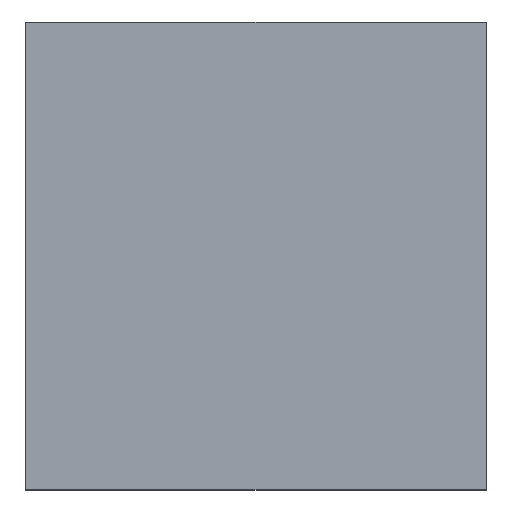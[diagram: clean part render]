
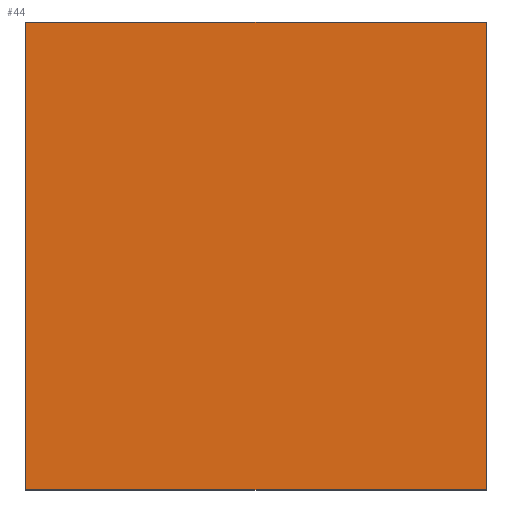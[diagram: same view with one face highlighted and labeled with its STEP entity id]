
A CAD part, front view. The second image highlights one B-rep face of the part: STEP entity #44.
In plain terms, the highlighted planar face has unit normal (0, -1, 0).
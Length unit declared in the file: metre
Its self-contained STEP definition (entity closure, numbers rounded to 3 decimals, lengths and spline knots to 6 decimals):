
#44 = ADVANCED_FACE( '', ( #86 ), #87, .T. );
#86 = FACE_OUTER_BOUND( '', #123, .T. );
#87 = PLANE( '', #124 );
#123 = EDGE_LOOP( '', ( #183, #184, #185, #186 ) );
#124 = AXIS2_PLACEMENT_3D( '', #187, #188, #189 );
#183 = ORIENTED_EDGE( '', *, *, #251, .F. );
#184 = ORIENTED_EDGE( '', *, *, #235, .F. );
#185 = ORIENTED_EDGE( '', *, *, #245, .T. );
#186 = ORIENTED_EDGE( '', *, *, #249, .T. );
#187 = CARTESIAN_POINT( '', ( 0.177343, -0.019355, -0.012909 ) );
#188 = DIRECTION( '', ( 0., -1., 0. ) );
#189 = DIRECTION( '', ( 0., 0., -1. ) );
#235 = EDGE_CURVE( '', #275, #270, #277, .T. );
#245 = EDGE_CURVE( '', #275, #290, #292, .T. );
#249 = EDGE_CURVE( '', #290, #296, #298, .T. );
#251 = EDGE_CURVE( '', #270, #296, #300, .T. );
#270 = VERTEX_POINT( '', #322 );
#275 = VERTEX_POINT( '', #329 );
#277 = LINE( '', #332, #333 );
#290 = VERTEX_POINT( '', #352 );
#292 = LINE( '', #355, #356 );
#296 = VERTEX_POINT( '', #361 );
#298 = LINE( '', #364, #365 );
#300 = LINE( '', #367, #368 );
#322 = CARTESIAN_POINT( '', ( 0.151943, -0.019355, -0.025818 ) );
#329 = CARTESIAN_POINT( '', ( 0.177343, -0.019355, -0.025818 ) );
#332 = CARTESIAN_POINT( '', ( 0.177343, -0.019355, -0.025818 ) );
#333 = VECTOR( '', #393, 1. );
#352 = CARTESIAN_POINT( '', ( 0.177343, -0.019355, 0. ) );
#355 = CARTESIAN_POINT( '', ( 0.177343, -0.019355, -0.012909 ) );
#356 = VECTOR( '', #401, 1. );
#361 = CARTESIAN_POINT( '', ( 0.151943, -0.019355, 0. ) );
#364 = CARTESIAN_POINT( '', ( 0.177343, -0.019355, 0. ) );
#365 = VECTOR( '', #404, 1. );
#367 = CARTESIAN_POINT( '', ( 0.151943, -0.019355, -0.012909 ) );
#368 = VECTOR( '', #405, 1. );
#393 = DIRECTION( '', ( -1., 0., 0. ) );
#401 = DIRECTION( '', ( 0., 0., 1. ) );
#404 = DIRECTION( '', ( -1., 0., 0. ) );
#405 = DIRECTION( '', ( 0., 0., 1. ) );
